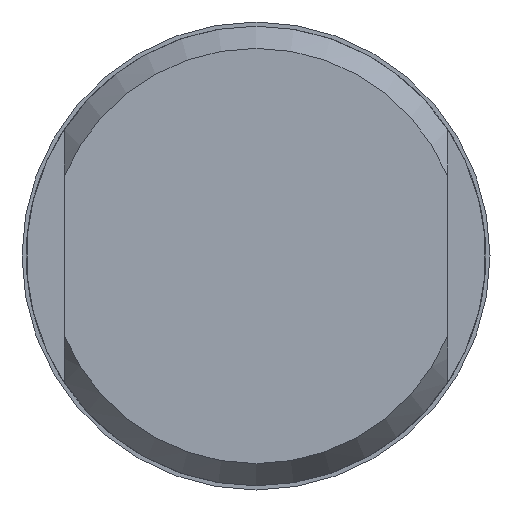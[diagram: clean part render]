
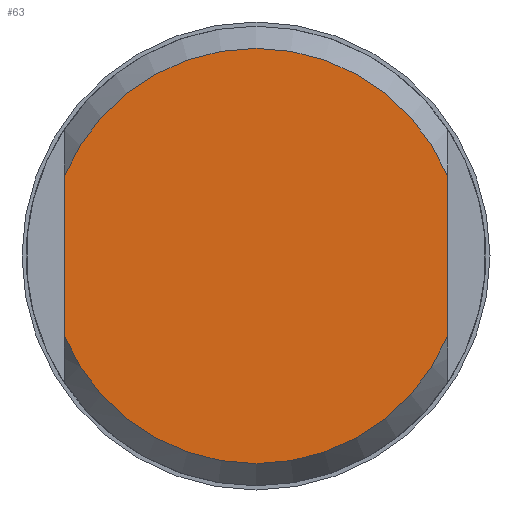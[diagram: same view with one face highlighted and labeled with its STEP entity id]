
A CAD part, left-side view. The second image highlights one B-rep face of the part: STEP entity #63.
In plain terms, the highlighted planar face has unit normal (-1, 0, 0).
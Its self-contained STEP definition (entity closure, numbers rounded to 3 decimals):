
#36=PLANE('',#271);
#51=FACE_OUTER_BOUND('',#120,.T.);
#63=ADVANCED_FACE('',(#51),#36,.F.);
#84=LINE('',#411,#92);
#85=LINE('',#412,#93);
#92=VECTOR('',#319,1.);
#93=VECTOR('',#320,1.);
#120=EDGE_LOOP('',(#159,#160,#161,#162));
#159=ORIENTED_EDGE('',*,*,#228,.T.);
#160=ORIENTED_EDGE('',*,*,#233,.T.);
#161=ORIENTED_EDGE('',*,*,#230,.T.);
#162=ORIENTED_EDGE('',*,*,#234,.F.);
#205=VERTEX_POINT('',#391);
#206=VERTEX_POINT('',#393);
#207=VERTEX_POINT('',#400);
#208=VERTEX_POINT('',#401);
#228=EDGE_CURVE('',#206,#205,#250,.T.);
#230=EDGE_CURVE('',#207,#208,#251,.T.);
#233=EDGE_CURVE('',#205,#207,#84,.T.);
#234=EDGE_CURVE('',#206,#208,#85,.T.);
#250=CIRCLE('',#267,5.413);
#251=CIRCLE('',#269,5.413);
#267=AXIS2_PLACEMENT_3D('',#392,#311,#312);
#269=AXIS2_PLACEMENT_3D('',#399,#315,#316);
#271=AXIS2_PLACEMENT_3D('',#413,#321,#322);
#311=DIRECTION('',(-1.,0.,0.));
#312=DIRECTION('',(0.,0.,-1.));
#315=DIRECTION('',(-1.,0.,0.));
#316=DIRECTION('',(0.,0.,-1.));
#319=DIRECTION('',(0.,0.,-1.));
#320=DIRECTION('',(0.,0.,-1.));
#321=DIRECTION('',(1.,0.,0.));
#322=DIRECTION('',(0.,0.,-1.));
#391=CARTESIAN_POINT('',(-72.37,5.,2.073));
#392=CARTESIAN_POINT('',(-72.37,0.,0.));
#393=CARTESIAN_POINT('',(-72.37,-5.,2.073));
#399=CARTESIAN_POINT('',(-72.37,0.,0.));
#400=CARTESIAN_POINT('',(-72.37,5.,-2.073));
#401=CARTESIAN_POINT('',(-72.37,-5.,-2.073));
#411=CARTESIAN_POINT('',(-72.37,5.,9.));
#412=CARTESIAN_POINT('',(-72.37,-5.,9.));
#413=CARTESIAN_POINT('',(-72.37,0.,0.));
